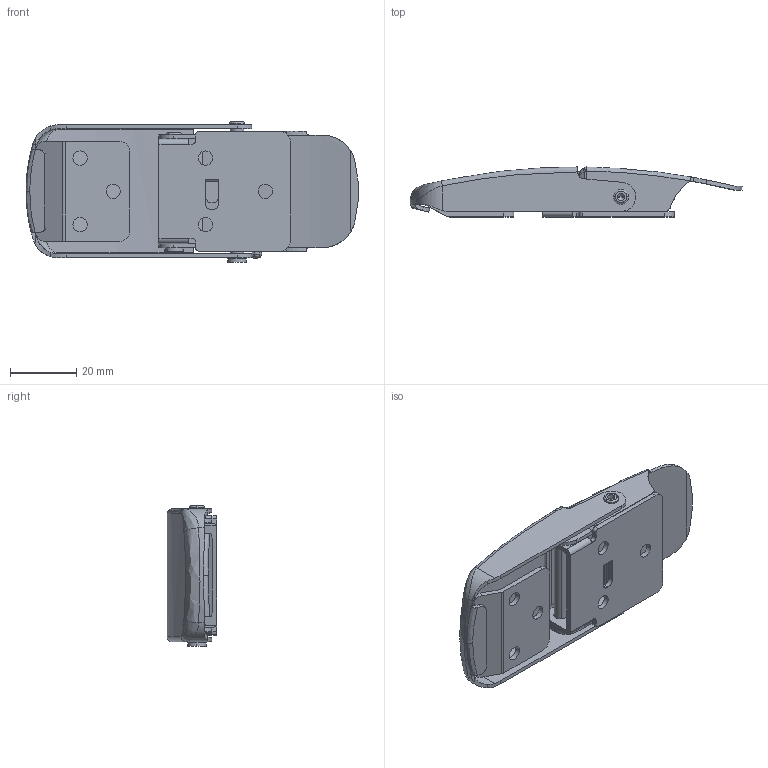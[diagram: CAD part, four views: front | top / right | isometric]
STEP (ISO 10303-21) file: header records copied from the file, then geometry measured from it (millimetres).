
FILE_DESCRIPTION (( 'STEP AP203' ), '1' );
FILE_NAME ('Žº‰ª•ÏŠ·.STEP', '2018-08-10T01:54:23', ( '' ), ( '' ), 'SwSTEP 2.0', 'SolidWorks 2014', '' );
FILE_SCHEMA (( 'CONFIG_CONTROL_DESIGN' ));
Length unit declared in the file: millimetre
Products named in the file (7): 室岡変換; C-1143N-2-2_ベースシャフト; C-1143N-2-2_鍵穴無しオコシ; C-1143N-2-2_Œ®ŒŠ–³‚µÍÞ-½; C-1143N-2-2_受け; C-1143N-2-2_オコシシャフト; C-1143N-2-2_カバー
Assembly tree (6 placements, depth 2):
  室岡変換
    C-1143N-2-2_Œ®ŒŠ–³‚µÍÞ-½
    C-1143N-2-2_ベースシャフト
    C-1143N-2-2_鍵穴無しオコシ
    C-1143N-2-2_オコシシャフト
    C-1143N-2-2_受け
    C-1143N-2-2_カバー
Bounding box: 99.88 x 15 x 42.4 mm (x, y, z)
Volume: 11998.8 mm3; surface area: 19718.2 mm2
Topology: 6 solids, 6 shells, 261 faces, 688 edges, 437 vertices
Faces by surface type: cylinder 125, plane 104, bspline 17, torus 7, cone 4, sphere 4
Entity records: 9975 total; most frequent: CARTESIAN_POINT 2817, ORIENTED_EDGE 1356, DIRECTION 1343, EDGE_CURVE 678, AXIS2_PLACEMENT_3D 494, VERTEX_POINT 435, VECTOR 355, LINE 355
